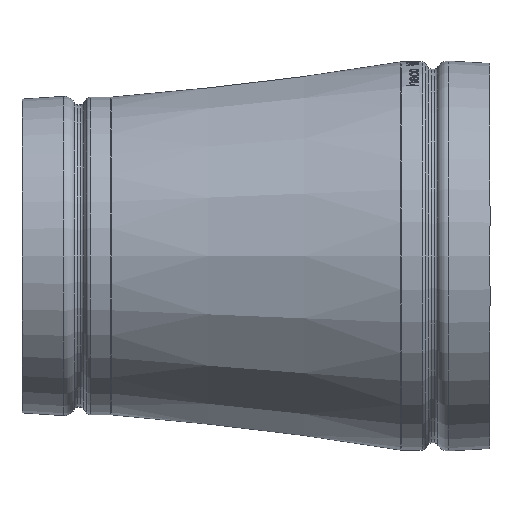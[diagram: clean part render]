
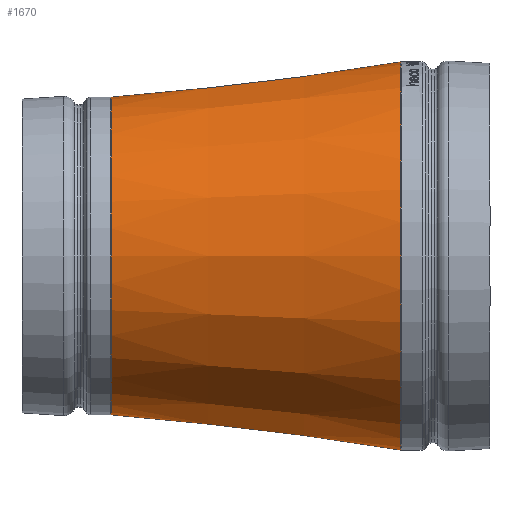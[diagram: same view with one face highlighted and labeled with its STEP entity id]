
A CAD part, left-side view. The second image highlights one B-rep face of the part: STEP entity #1670.
In plain terms, the highlighted conical face has half-angle 6.936 degrees and reference radius 63.5 mm.
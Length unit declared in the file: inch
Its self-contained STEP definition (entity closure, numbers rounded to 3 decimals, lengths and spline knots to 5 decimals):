
#592 = CIRCLE ( 'NONE', #4632, 2.74927 ) ;
#1670 = ADVANCED_FACE ( 'NONE', ( #7441, #4376 ), #5620, .T. ) ;
#3384 = CARTESIAN_POINT ( 'NONE',  ( 0., 5.36398, 0. ) ) ;
#3421 = EDGE_LOOP ( 'NONE', ( #13662 ) ) ;
#3475 = DIRECTION ( 'NONE',  ( 0., -1., 0. ) ) ;
#4033 = CIRCLE ( 'NONE', #7435, 2.25073 ) ;
#4376 = FACE_OUTER_BOUND ( 'NONE', #9196, .T. ) ;
#4632 = AXIS2_PLACEMENT_3D ( 'NONE', #9887, #14275, #14425 ) ;
#5620 = CONICAL_SURFACE ( 'NONE', #9213, 2.5, 0.121 ) ;
#6108 = CARTESIAN_POINT ( 'NONE',  ( -2.74927, 1.26602, 0. ) ) ;
#6913 = VERTEX_POINT ( 'NONE', #6108 ) ;
#7435 = AXIS2_PLACEMENT_3D ( 'NONE', #3384, #3475, #14797 ) ;
#7441 = FACE_BOUND ( 'NONE', #3421, .T. ) ;
#7793 = CARTESIAN_POINT ( 'NONE',  ( 0., 3.315, 0. ) ) ;
#7833 = DIRECTION ( 'NONE',  ( -1., 0., 0. ) ) ;
#9081 = EDGE_CURVE ( 'NONE', #14101, #14101, #4033, .T. ) ;
#9196 = EDGE_LOOP ( 'NONE', ( #14508 ) ) ;
#9213 = AXIS2_PLACEMENT_3D ( 'NONE', #7793, #14706, #7833 ) ;
#9887 = CARTESIAN_POINT ( 'NONE',  ( 0., 1.26602, 0. ) ) ;
#11672 = CARTESIAN_POINT ( 'NONE',  ( 2.25073, 5.36398, 0. ) ) ;
#12702 = EDGE_CURVE ( 'NONE', #6913, #6913, #592, .T. ) ;
#13662 = ORIENTED_EDGE ( 'NONE', *, *, #9081, .T. ) ;
#14101 = VERTEX_POINT ( 'NONE', #11672 ) ;
#14275 = DIRECTION ( 'NONE',  ( 0., 1., 0. ) ) ;
#14425 = DIRECTION ( 'NONE',  ( -1., 0., 0. ) ) ;
#14508 = ORIENTED_EDGE ( 'NONE', *, *, #12702, .T. ) ;
#14706 = DIRECTION ( 'NONE',  ( 0., -1., 0. ) ) ;
#14797 = DIRECTION ( 'NONE',  ( 1., 0., 0. ) ) ;
